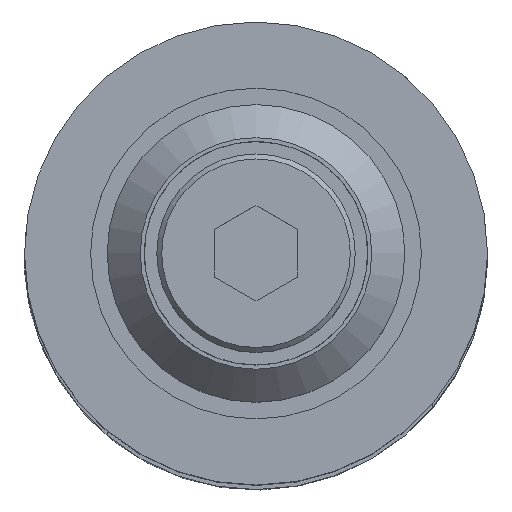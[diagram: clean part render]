
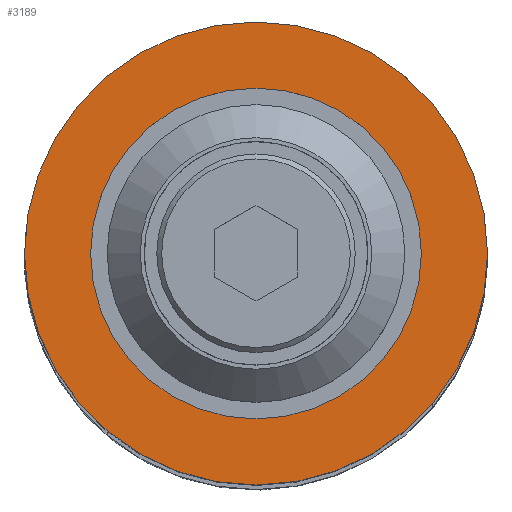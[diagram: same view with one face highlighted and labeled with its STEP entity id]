
A CAD part, top view. The second image highlights one B-rep face of the part: STEP entity #3189.
In plain terms, the highlighted planar face has unit normal (0, 0, 1).
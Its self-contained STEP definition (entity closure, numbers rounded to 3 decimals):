
#790=PLANE('',#3399);
#960=FACE_BOUND('',#1217,.T.);
#1017=FACE_OUTER_BOUND('',#1216,.T.);
#1216=EDGE_LOOP('',(#2312));
#1217=EDGE_LOOP('',(#2313));
#1455=CIRCLE('',#3395,10.);
#1456=CIRCLE('',#3400,14.);
#1554=VERTEX_POINT('',#4693);
#1555=VERTEX_POINT('',#4703);
#1855=EDGE_CURVE('',#1554,#1554,#1455,.T.);
#1860=EDGE_CURVE('',#1555,#1555,#1456,.T.);
#2312=ORIENTED_EDGE('',*,*,#1860,.T.);
#2313=ORIENTED_EDGE('',*,*,#1855,.T.);
#3189=ADVANCED_FACE('',(#1017,#960),#790,.T.);
#3395=AXIS2_PLACEMENT_3D('',#4694,#3737,#3738);
#3399=AXIS2_PLACEMENT_3D('',#4702,#3749,#3750);
#3400=AXIS2_PLACEMENT_3D('',#4704,#3751,#3752);
#3737=DIRECTION('center_axis',(0.,0.,-1.));
#3738=DIRECTION('ref_axis',(-1.,0.,0.));
#3749=DIRECTION('center_axis',(0.,0.,1.));
#3750=DIRECTION('ref_axis',(1.,0.,0.));
#3751=DIRECTION('center_axis',(0.,0.,1.));
#3752=DIRECTION('ref_axis',(-1.,0.,0.));
#4693=CARTESIAN_POINT('',(10.,0.,18.5));
#4694=CARTESIAN_POINT('Origin',(0.,0.,
18.5));
#4702=CARTESIAN_POINT('Origin',(0.,0.,
18.5));
#4703=CARTESIAN_POINT('',(14.,0.,18.5));
#4704=CARTESIAN_POINT('Origin',(0.,0.,
18.5));
